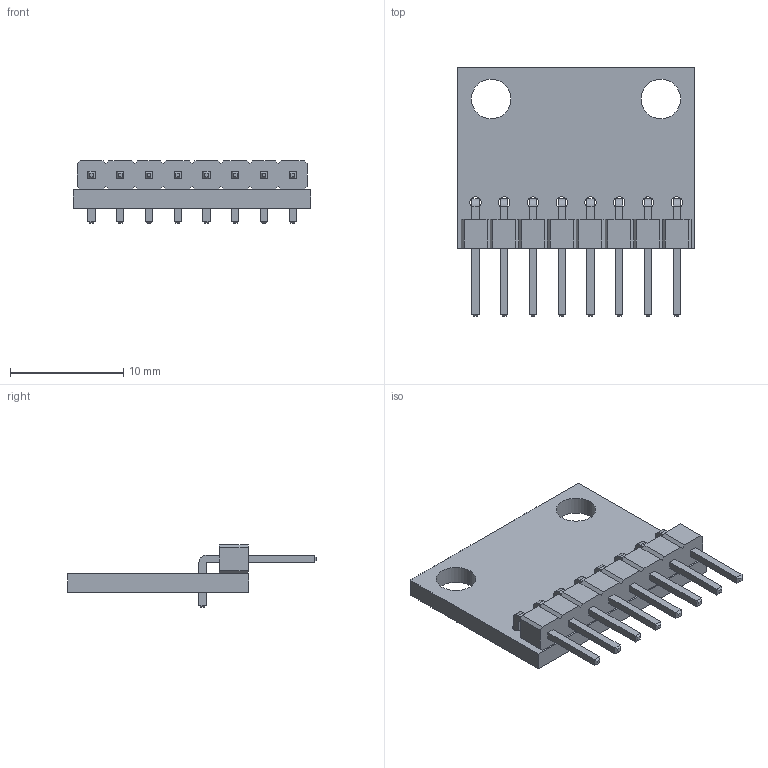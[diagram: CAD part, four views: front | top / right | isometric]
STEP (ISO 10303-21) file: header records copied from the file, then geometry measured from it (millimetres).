
FILE_DESCRIPTION(('KiCad electronic assembly'),'2;1');
FILE_NAME('MPU_6050.step','2024-11-14T13:53:43',('Pcbnew'),('Kicad'), 'Open CASCADE STEP processor 7.6','KiCad to STEP converter','Unknown' );
FILE_SCHEMA(('AUTOMOTIVE_DESIGN { 1 0 10303 214 1 1 1 1 }'));
Length unit declared in the file: millimetre
Products named in the file (4): MPU_6050 1; PinHeader_1x08_P2.54mm_Horizontal; SOLID; PCB
Assembly tree (3 placements, depth 3):
  MPU_6050 1
    PinHeader_1x08_P2.54mm_Horizontal
      SOLID
    PCB
Bounding box: 21 x 21.94 x 5.54 mm (x, y, z)
Volume: 662.9 mm3; surface area: 1271.7 mm2
Topology: 2 solids, 2 shells, 236 faces, 584 edges, 368 vertices
Faces by surface type: plane 218, cylinder 18
Full cylindrical faces by diameter (mm): 1 x8, 3.5 x2
Entity records: 16108 total; most frequent: CARTESIAN_POINT 2480, DIRECTION 2248, LINE 1680, VECTOR 1680, ORIENTED_EDGE 1168, PCURVE 1168, DEFINITIONAL_REPRESENTATION 1168, EDGE_CURVE 584
